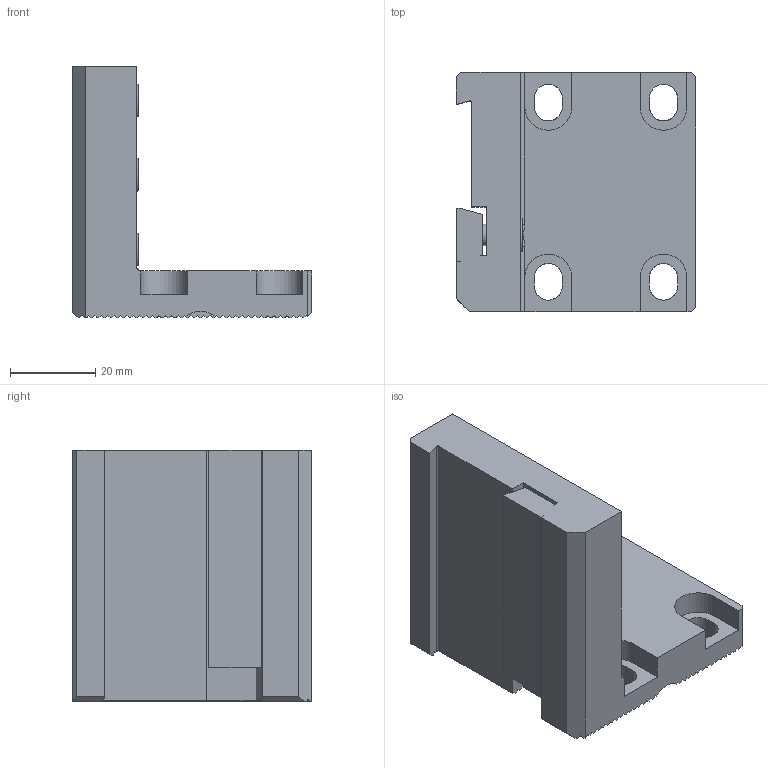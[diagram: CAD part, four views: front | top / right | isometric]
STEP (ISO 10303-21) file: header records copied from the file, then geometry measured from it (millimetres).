
FILE_DESCRIPTION(/* description */ (''),/* implementation_level */ '2;1');
FILE_NAME(/* name */ 'W9990004A_stp.stp',/* time_stamp */ '2009-06-17T08:05:57+02:00',/* author */ (''),/* organization */ (''),/* preprocessor_version */ 'ST-DEVELOPER v11',/* originating_system */ 'UGS - NX 5.0',/* authorisation */ '');
FILE_SCHEMA (('AUTOMOTIVE_DESIGN { 1 0 10303 214 0 1 1 1 }'));
Length unit declared in the file: millimetre
Products named in the file (1): krue8E9Cd9xa
Bounding box: 56 x 56 x 59 mm (x, y, z)
Volume: 63284.3 mm3; surface area: 18513.9 mm2
Topology: 1 solids, 1 shells, 301 faces, 884 edges, 587 vertices
Faces by surface type: plane 275, cylinder 22, cone 3, bspline 1
Full cylindrical faces by diameter (mm): 5 x3
Entity records: 9950 total; most frequent: CARTESIAN_POINT 1808, ORIENTED_EDGE 1744, DIRECTION 1627, EDGE_CURVE 872, LINE 715, VECTOR 715, VERTEX_POINT 581, AXIS2_PLACEMENT_3D 456
